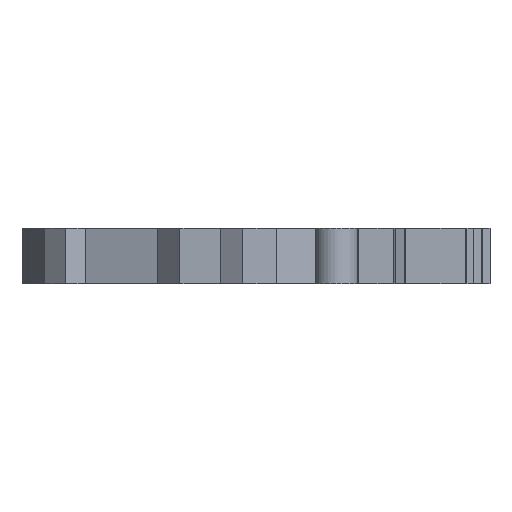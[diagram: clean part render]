
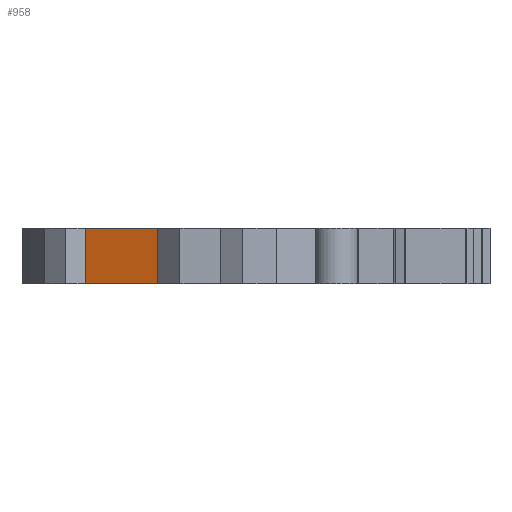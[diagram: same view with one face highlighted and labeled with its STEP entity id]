
A CAD part, front view. The second image highlights one B-rep face of the part: STEP entity #958.
In plain terms, the highlighted planar face has unit normal (-0.326, -0.946, 0).
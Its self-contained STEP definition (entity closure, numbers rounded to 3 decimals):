
#933 = VERTEX_POINT('',#934);
#934 = CARTESIAN_POINT('',(-3.475,-43.164,2.));
#940 = EDGE_CURVE('',#941,#933,#943,.T.);
#941 = VERTEX_POINT('',#942);
#942 = CARTESIAN_POINT('',(-3.475,-43.164,0.));
#943 = LINE('',#944,#945);
#944 = CARTESIAN_POINT('',(-3.475,-43.164,0.));
#945 = VECTOR('',#946,1.);
#946 = DIRECTION('',(0.,0.,1.));
#958 = ADVANCED_FACE('',(#959),#984,.T.);
#959 = FACE_BOUND('',#960,.T.);
#960 = EDGE_LOOP('',(#961,#962,#970,#978));
#961 = ORIENTED_EDGE('',*,*,#940,.T.);
#962 = ORIENTED_EDGE('',*,*,#963,.T.);
#963 = EDGE_CURVE('',#933,#964,#966,.T.);
#964 = VERTEX_POINT('',#965);
#965 = CARTESIAN_POINT('',(-6.182,-42.232,2.));
#966 = LINE('',#967,#968);
#967 = CARTESIAN_POINT('',(-3.475,-43.164,2.));
#968 = VECTOR('',#969,1.);
#969 = DIRECTION('',(-0.946,0.326,0.));
#970 = ORIENTED_EDGE('',*,*,#971,.F.);
#971 = EDGE_CURVE('',#972,#964,#974,.T.);
#972 = VERTEX_POINT('',#973);
#973 = CARTESIAN_POINT('',(-6.182,-42.232,0.));
#974 = LINE('',#975,#976);
#975 = CARTESIAN_POINT('',(-6.182,-42.232,0.));
#976 = VECTOR('',#977,1.);
#977 = DIRECTION('',(0.,0.,1.));
#978 = ORIENTED_EDGE('',*,*,#979,.F.);
#979 = EDGE_CURVE('',#941,#972,#980,.T.);
#980 = LINE('',#981,#982);
#981 = CARTESIAN_POINT('',(-3.475,-43.164,0.));
#982 = VECTOR('',#983,1.);
#983 = DIRECTION('',(-0.946,0.326,0.));
#984 = PLANE('',#985);
#985 = AXIS2_PLACEMENT_3D('',#986,#987,#988);
#986 = CARTESIAN_POINT('',(-3.475,-43.164,0.));
#987 = DIRECTION('',(-0.326,-0.946,0.));
#988 = DIRECTION('',(-0.946,0.326,0.));
